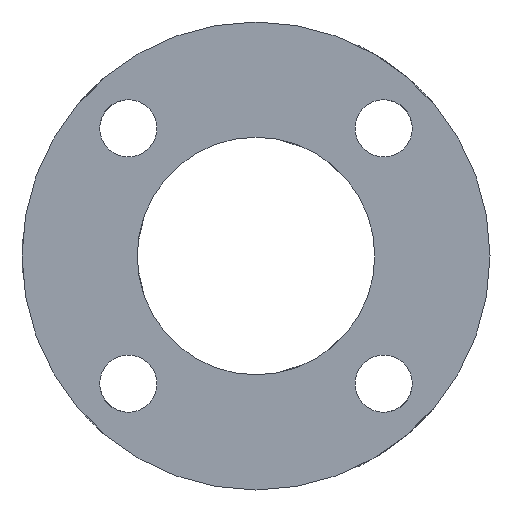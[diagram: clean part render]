
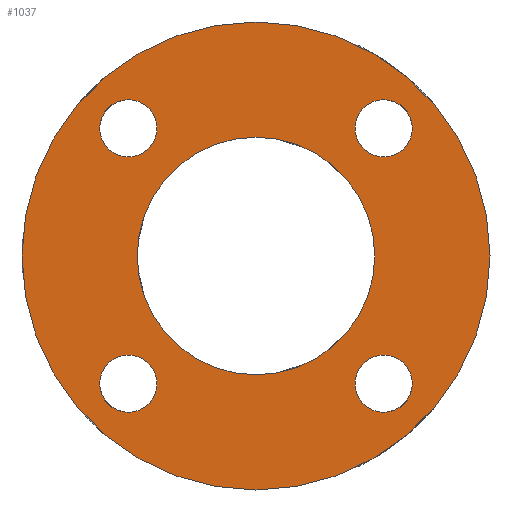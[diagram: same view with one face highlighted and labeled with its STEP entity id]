
A CAD part, left-side view. The second image highlights one B-rep face of the part: STEP entity #1037.
In plain terms, the highlighted planar face has unit normal (-1, 0, 0).
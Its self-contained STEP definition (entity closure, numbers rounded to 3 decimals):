
#13 = VERTEX_POINT ( 'NONE', #263 ) ;
#18 = CARTESIAN_POINT ( 'NONE',  ( 0., -13.435, -13.435 ) ) ;
#32 = EDGE_CURVE ( 'NONE', #62, #13, #1000, .T. ) ;
#38 = CIRCLE ( 'NONE', #988, 3.01 ) ;
#60 = VERTEX_POINT ( 'NONE', #1854 ) ;
#62 = VERTEX_POINT ( 'NONE', #1729 ) ;
#80 = CARTESIAN_POINT ( 'NONE',  ( 0., 13.435, 13.435 ) ) ;
#84 = EDGE_LOOP ( 'NONE', ( #1274, #716 ) ) ;
#127 = FACE_OUTER_BOUND ( 'NONE', #839, .T. ) ;
#143 = CARTESIAN_POINT ( 'NONE',  ( 0., 0., 0. ) ) ;
#150 = ORIENTED_EDGE ( 'NONE', *, *, #1748, .F. ) ;
#162 = DIRECTION ( 'NONE',  ( 0., 0., -1. ) ) ;
#180 = EDGE_CURVE ( 'NONE', #643, #389, #857, .T. ) ;
#197 = CARTESIAN_POINT ( 'NONE',  ( 0., 13.435, 10.425 ) ) ;
#205 = EDGE_CURVE ( 'NONE', #1526, #1159, #1595, .T. ) ;
#228 = DIRECTION ( 'NONE',  ( 0., 0., -1. ) ) ;
#242 = EDGE_CURVE ( 'NONE', #13, #62, #1248, .T. ) ;
#244 = ORIENTED_EDGE ( 'NONE', *, *, #1849, .T. ) ;
#254 = CARTESIAN_POINT ( 'NONE',  ( 0., 13.435, 13.435 ) ) ;
#263 = CARTESIAN_POINT ( 'NONE',  ( 0., -13.435, 10.425 ) ) ;
#297 = DIRECTION ( 'NONE',  ( 0., 0., -1. ) ) ;
#338 = VERTEX_POINT ( 'NONE', #549 ) ;
#369 = CARTESIAN_POINT ( 'NONE',  ( 0., 13.435, -10.425 ) ) ;
#389 = VERTEX_POINT ( 'NONE', #1081 ) ;
#405 = DIRECTION ( 'NONE',  ( 0., 0., -1. ) ) ;
#419 = DIRECTION ( 'NONE',  ( 1., 0., 0. ) ) ;
#437 = VERTEX_POINT ( 'NONE', #197 ) ;
#479 = EDGE_LOOP ( 'NONE', ( #1686, #1833 ) ) ;
#506 = CIRCLE ( 'NONE', #1886, 3.01 ) ;
#518 = CARTESIAN_POINT ( 'NONE',  ( 0., 13.435, -13.435 ) ) ;
#534 = FACE_BOUND ( 'NONE', #84, .T. ) ;
#548 = EDGE_CURVE ( 'NONE', #389, #643, #971, .T. ) ;
#549 = CARTESIAN_POINT ( 'NONE',  ( 0., 0., -24.625 ) ) ;
#565 = PLANE ( 'NONE',  #887 ) ;
#619 = CARTESIAN_POINT ( 'NONE',  ( 0., 0., 0. ) ) ;
#628 = DIRECTION ( 'NONE',  ( 1., 0., 0. ) ) ;
#636 = AXIS2_PLACEMENT_3D ( 'NONE', #1894, #1759, #1607 ) ;
#643 = VERTEX_POINT ( 'NONE', #893 ) ;
#662 = DIRECTION ( 'NONE',  ( 0., 0., -1. ) ) ;
#706 = CARTESIAN_POINT ( 'NONE',  ( 0., 0., 0. ) ) ;
#707 = AXIS2_PLACEMENT_3D ( 'NONE', #825, #1868, #973 ) ;
#716 = ORIENTED_EDGE ( 'NONE', *, *, #180, .T. ) ;
#717 = DIRECTION ( 'NONE',  ( 1., 0., 0. ) ) ;
#771 = DIRECTION ( 'NONE',  ( 0., 0., -1. ) ) ;
#777 = DIRECTION ( 'NONE',  ( 1., 0., 0. ) ) ;
#791 = ORIENTED_EDGE ( 'NONE', *, *, #205, .T. ) ;
#814 = EDGE_LOOP ( 'NONE', ( #1619, #898 ) ) ;
#825 = CARTESIAN_POINT ( 'NONE',  ( 0., 0., 0. ) ) ;
#827 = AXIS2_PLACEMENT_3D ( 'NONE', #1314, #419, #1460 ) ;
#839 = EDGE_LOOP ( 'NONE', ( #150, #1500 ) ) ;
#840 = ORIENTED_EDGE ( 'NONE', *, *, #1054, .T. ) ;
#857 = CIRCLE ( 'NONE', #1143, 3.01 ) ;
#880 = FACE_BOUND ( 'NONE', #1068, .T. ) ;
#887 = AXIS2_PLACEMENT_3D ( 'NONE', #706, #1745, #1751 ) ;
#893 = CARTESIAN_POINT ( 'NONE',  ( 0., -13.435, -10.425 ) ) ;
#898 = ORIENTED_EDGE ( 'NONE', *, *, #32, .T. ) ;
#927 = FACE_BOUND ( 'NONE', #1553, .T. ) ;
#947 = AXIS2_PLACEMENT_3D ( 'NONE', #143, #1194, #297 ) ;
#971 = CIRCLE ( 'NONE', #827, 3.01 ) ;
#973 = DIRECTION ( 'NONE',  ( 0., 0., -1. ) ) ;
#988 = AXIS2_PLACEMENT_3D ( 'NONE', #1602, #717, #1754 ) ;
#1000 = CIRCLE ( 'NONE', #636, 3.01 ) ;
#1002 = CIRCLE ( 'NONE', #1782, 3.01 ) ;
#1014 = AXIS2_PLACEMENT_3D ( 'NONE', #80, #1133, #228 ) ;
#1037 = ADVANCED_FACE ( 'NONE', ( #1368, #1277, #534, #927, #127, #880 ), #565, .F. ) ;
#1054 = EDGE_CURVE ( 'NONE', #1763, #1856, #38, .T. ) ;
#1066 = DIRECTION ( 'NONE',  ( 1., 0., 0. ) ) ;
#1068 = EDGE_LOOP ( 'NONE', ( #244, #791 ) ) ;
#1074 = CARTESIAN_POINT ( 'NONE',  ( 0., 13.435, -16.445 ) ) ;
#1081 = CARTESIAN_POINT ( 'NONE',  ( 0., -13.435, -16.445 ) ) ;
#1097 = VERTEX_POINT ( 'NONE', #1317 ) ;
#1133 = DIRECTION ( 'NONE',  ( 1., 0., 0. ) ) ;
#1143 = AXIS2_PLACEMENT_3D ( 'NONE', #18, #1066, #162 ) ;
#1159 = VERTEX_POINT ( 'NONE', #1497 ) ;
#1162 = CIRCLE ( 'NONE', #947, 24.625 ) ;
#1167 = CIRCLE ( 'NONE', #1014, 3.01 ) ;
#1194 = DIRECTION ( 'NONE',  ( 1., 0., 0. ) ) ;
#1202 = ORIENTED_EDGE ( 'NONE', *, *, #1324, .T. ) ;
#1248 = CIRCLE ( 'NONE', #1632, 3.01 ) ;
#1274 = ORIENTED_EDGE ( 'NONE', *, *, #548, .T. ) ;
#1277 = FACE_BOUND ( 'NONE', #814, .T. ) ;
#1304 = DIRECTION ( 'NONE',  ( 1., 0., 0. ) ) ;
#1314 = CARTESIAN_POINT ( 'NONE',  ( 0., -13.435, -13.435 ) ) ;
#1317 = CARTESIAN_POINT ( 'NONE',  ( 0., 13.435, 16.445 ) ) ;
#1319 = CIRCLE ( 'NONE', #1747, 24.625 ) ;
#1324 = EDGE_CURVE ( 'NONE', #1856, #1763, #1002, .T. ) ;
#1328 = CARTESIAN_POINT ( 'NONE',  ( 0., 0., -12.5 ) ) ;
#1368 = FACE_BOUND ( 'NONE', #479, .T. ) ;
#1438 = AXIS2_PLACEMENT_3D ( 'NONE', #619, #1657, #771 ) ;
#1452 = EDGE_CURVE ( 'NONE', #1097, #437, #506, .T. ) ;
#1460 = DIRECTION ( 'NONE',  ( 0., 0., -1. ) ) ;
#1497 = CARTESIAN_POINT ( 'NONE',  ( 0., 0., 12.5 ) ) ;
#1500 = ORIENTED_EDGE ( 'NONE', *, *, #1569, .F. ) ;
#1516 = CARTESIAN_POINT ( 'NONE',  ( 0., 0., 0. ) ) ;
#1526 = VERTEX_POINT ( 'NONE', #1328 ) ;
#1553 = EDGE_LOOP ( 'NONE', ( #840, #1202 ) ) ;
#1554 = DIRECTION ( 'NONE',  ( 1., 0., 0. ) ) ;
#1569 = EDGE_CURVE ( 'NONE', #338, #60, #1162, .T. ) ;
#1595 = CIRCLE ( 'NONE', #1438, 12.5 ) ;
#1602 = CARTESIAN_POINT ( 'NONE',  ( 0., 13.435, -13.435 ) ) ;
#1607 = DIRECTION ( 'NONE',  ( 0., 0., -1. ) ) ;
#1619 = ORIENTED_EDGE ( 'NONE', *, *, #242, .T. ) ;
#1632 = AXIS2_PLACEMENT_3D ( 'NONE', #1662, #777, #1820 ) ;
#1657 = DIRECTION ( 'NONE',  ( 1., 0., 0. ) ) ;
#1661 = DIRECTION ( 'NONE',  ( 0., 0., -1. ) ) ;
#1662 = CARTESIAN_POINT ( 'NONE',  ( 0., -13.435, 13.435 ) ) ;
#1686 = ORIENTED_EDGE ( 'NONE', *, *, #1887, .T. ) ;
#1729 = CARTESIAN_POINT ( 'NONE',  ( 0., -13.435, 16.445 ) ) ;
#1745 = DIRECTION ( 'NONE',  ( 1., 0., 0. ) ) ;
#1747 = AXIS2_PLACEMENT_3D ( 'NONE', #1516, #628, #1661 ) ;
#1748 = EDGE_CURVE ( 'NONE', #60, #338, #1319, .T. ) ;
#1751 = DIRECTION ( 'NONE',  ( 0., 0., -1. ) ) ;
#1754 = DIRECTION ( 'NONE',  ( 0., 0., -1. ) ) ;
#1759 = DIRECTION ( 'NONE',  ( 1., 0., 0. ) ) ;
#1763 = VERTEX_POINT ( 'NONE', #1074 ) ;
#1767 = CIRCLE ( 'NONE', #707, 12.5 ) ;
#1782 = AXIS2_PLACEMENT_3D ( 'NONE', #518, #1554, #662 ) ;
#1820 = DIRECTION ( 'NONE',  ( 0., 0., -1. ) ) ;
#1833 = ORIENTED_EDGE ( 'NONE', *, *, #1452, .T. ) ;
#1849 = EDGE_CURVE ( 'NONE', #1159, #1526, #1767, .T. ) ;
#1854 = CARTESIAN_POINT ( 'NONE',  ( 0., 0., 24.625 ) ) ;
#1856 = VERTEX_POINT ( 'NONE', #369 ) ;
#1868 = DIRECTION ( 'NONE',  ( 1., 0., 0. ) ) ;
#1886 = AXIS2_PLACEMENT_3D ( 'NONE', #254, #1304, #405 ) ;
#1887 = EDGE_CURVE ( 'NONE', #437, #1097, #1167, .T. ) ;
#1894 = CARTESIAN_POINT ( 'NONE',  ( 0., -13.435, 13.435 ) ) ;
